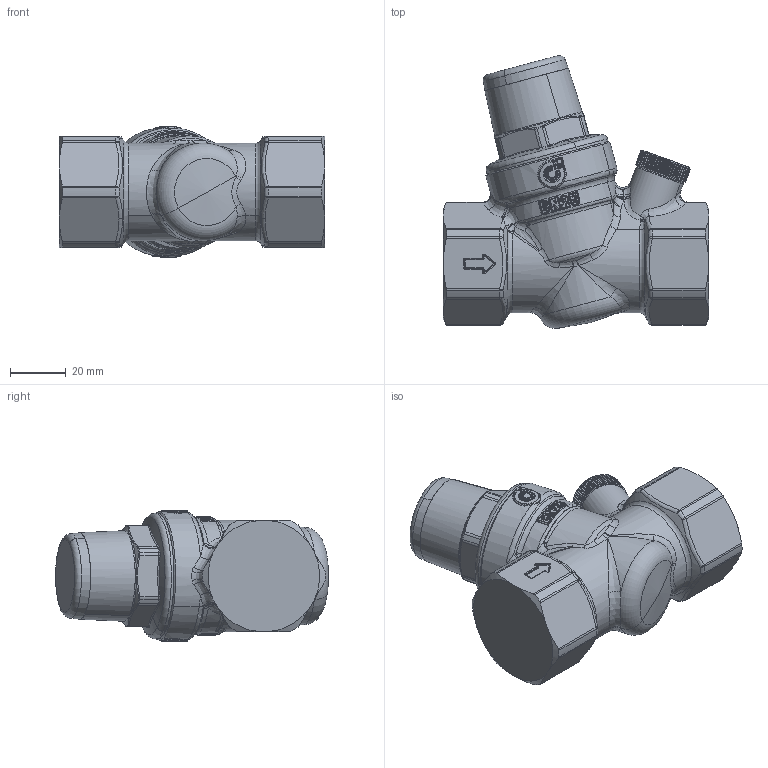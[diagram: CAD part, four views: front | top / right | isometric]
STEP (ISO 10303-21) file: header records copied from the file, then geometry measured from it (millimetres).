
FILE_DESCRIPTION(('CATIA V5 STEP Exchange','CAx-IF Rec.Pracs.--- Model Styling and Organization---1.5--- 2016-08-15','CAx-IF Rec.Pracs.---Supplemental Geometry---1.0---2011-11-01','CAx-IF Rec.Pracs.--- Composite Materials ---3.4---2017-06-13','CAx-IF Rec.Pracs.---Tessellated 3D Geometry---1.0---2015-12-17'),'2;1');
FILE_NAME('STEP_533565H_AUS_-_TST.stp','2024-04-10T09:07:55+00:00',('none'),('none'),'CATIA Version 5-6 Release 2020 SP5','CATIA V5 STEP AP242 v2','none');
FILE_SCHEMA(('AP242_MANAGED_MODEL_BASED_3D_ENGINEERING_MIM_LF {1 0 10303 442 1 1 4}'));
Products named in the file (1): 533565H AUS - TST
Bounding box: 95 x 97.73 x 46.8 mm (x, y, z)
Volume: 187557.6 mm3; surface area: 23677.6 mm2
Topology: 1 solids, 1 shells, 1553 faces, 3884 edges, 2248 vertices
Faces by surface type: bspline 657, plane 413, cylinder 290, torus 73, sphere 72, cone 46, revolution 2
Entity records: 75965 total; most frequent: CARTESIAN_POINT 47299, ORIENTED_EDGE 7542, EDGE_CURVE 3771, DIRECTION 2965, VERTEX_POINT 2248, B_SPLINE_CURVE_WITH_KNOTS 2146, EDGE_LOOP 1581, ADVANCED_FACE 1553
